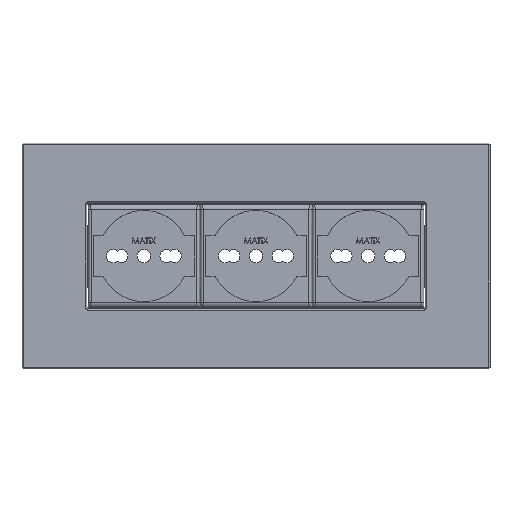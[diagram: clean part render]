
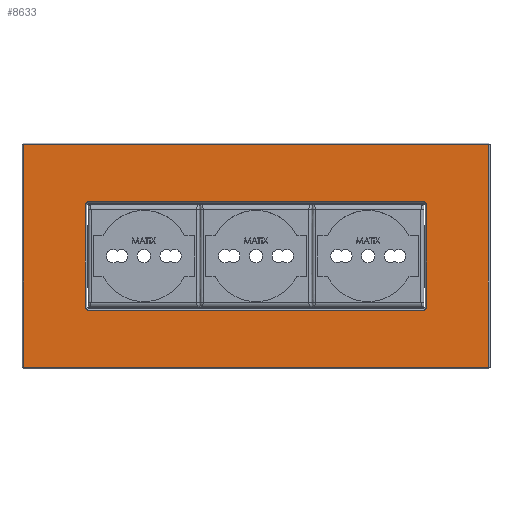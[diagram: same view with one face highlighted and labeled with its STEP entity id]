
A CAD part, top view. The second image highlights one B-rep face of the part: STEP entity #8633.
In plain terms, the highlighted planar face has unit normal (0, 0, 1).
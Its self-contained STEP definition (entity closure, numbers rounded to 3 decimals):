
#327 = ORIENTED_EDGE ( 'NONE', *, *, #33816, .T. ) ;
#461 = VERTEX_POINT ( 'NONE', #34697 ) ;
#1714 = VERTEX_POINT ( 'NONE', #41913 ) ;
#1768 = CARTESIAN_POINT ( 'NONE',  ( -71.95, -21.1, 2. ) ) ;
#2801 = DIRECTION ( 'NONE',  ( -1., 0., 0. ) ) ;
#2862 = ORIENTED_EDGE ( 'NONE', *, *, #8576, .T. ) ;
#3886 = DIRECTION ( 'NONE',  ( 0., 0., -1. ) ) ;
#4197 = EDGE_CURVE ( 'NONE', #40183, #51162, #43003, .T. ) ;
#4488 = CIRCLE ( 'NONE', #34469, 1.75 ) ;
#5152 = VERTEX_POINT ( 'NONE', #18869 ) ;
#5305 = CARTESIAN_POINT ( 'NONE',  ( 71.95, 0., 2. ) ) ;
#5978 = ORIENTED_EDGE ( 'NONE', *, *, #26608, .T. ) ;
#5999 = AXIS2_PLACEMENT_3D ( 'NONE', #6782, #35073, #10870 ) ;
#6725 = EDGE_CURVE ( 'NONE', #37005, #461, #19851, .T. ) ;
#6782 = CARTESIAN_POINT ( 'NONE',  ( 70.2, -21.1, 2. ) ) ;
#7598 = DIRECTION ( 'NONE',  ( 1., 0., 0. ) ) ;
#8062 = CARTESIAN_POINT ( 'NONE',  ( -97.75, 46.75, 2. ) ) ;
#8576 = EDGE_CURVE ( 'NONE', #48355, #40183, #38083, .T. ) ;
#8633 = ADVANCED_FACE ( 'NONE', ( #43708, #33005 ), #44106, .F. ) ;
#8805 = CARTESIAN_POINT ( 'NONE',  ( -97.75, -46.75, 2. ) ) ;
#9126 = VECTOR ( 'NONE', #47926, 1000. ) ;
#9784 = ORIENTED_EDGE ( 'NONE', *, *, #48233, .T. ) ;
#10030 = CARTESIAN_POINT ( 'NONE',  ( 97.75, -46.75, 2. ) ) ;
#10870 = DIRECTION ( 'NONE',  ( -1., 0., 0. ) ) ;
#11033 = CARTESIAN_POINT ( 'NONE',  ( 71.95, 21.1, 2. ) ) ;
#12100 = CARTESIAN_POINT ( 'NONE',  ( -70.2, 21.1, 2. ) ) ;
#15199 = DIRECTION ( 'NONE',  ( -1., 0., 0. ) ) ;
#15501 = VECTOR ( 'NONE', #15199, 1000. ) ;
#16156 = DIRECTION ( 'NONE',  ( -1., 0., 0. ) ) ;
#16357 = CIRCLE ( 'NONE', #5999, 1.75 ) ;
#18143 = LINE ( 'NONE', #5305, #38382 ) ;
#18869 = CARTESIAN_POINT ( 'NONE',  ( 70.2, -22.85, 2. ) ) ;
#19345 = EDGE_CURVE ( 'NONE', #43333, #48355, #21214, .T. ) ;
#19589 = CARTESIAN_POINT ( 'NONE',  ( 0., -46.75, 2. ) ) ;
#19851 = LINE ( 'NONE', #35053, #9126 ) ;
#20363 = EDGE_CURVE ( 'NONE', #5152, #37314, #45141, .T. ) ;
#20480 = EDGE_CURVE ( 'NONE', #51162, #43333, #30641, .T. ) ;
#21214 = LINE ( 'NONE', #42461, #52237 ) ;
#22379 = VERTEX_POINT ( 'NONE', #22798 ) ;
#22693 = CARTESIAN_POINT ( 'NONE',  ( 70.2, 21.1, 2. ) ) ;
#22798 = CARTESIAN_POINT ( 'NONE',  ( 70.2, 22.85, 2. ) ) ;
#23533 = VERTEX_POINT ( 'NONE', #11033 ) ;
#23677 = ORIENTED_EDGE ( 'NONE', *, *, #42233, .T. ) ;
#25372 = DIRECTION ( 'NONE',  ( 0., 1., 0. ) ) ;
#25610 = EDGE_CURVE ( 'NONE', #22379, #23533, #29759, .T. ) ;
#25739 = EDGE_CURVE ( 'NONE', #461, #39602, #4488, .T. ) ;
#26330 = AXIS2_PLACEMENT_3D ( 'NONE', #22693, #51007, #26764 ) ;
#26608 = EDGE_CURVE ( 'NONE', #37314, #37005, #30316, .T. ) ;
#26764 = DIRECTION ( 'NONE',  ( -1., 0., 0. ) ) ;
#26866 = ORIENTED_EDGE ( 'NONE', *, *, #20480, .T. ) ;
#26985 = DIRECTION ( 'NONE',  ( 0., 0., -1. ) ) ;
#28052 = CARTESIAN_POINT ( 'NONE',  ( 0., 0., 2. ) ) ;
#29156 = CARTESIAN_POINT ( 'NONE',  ( -70.2, 22.85, 2. ) ) ;
#29398 = CARTESIAN_POINT ( 'NONE',  ( 97.75, 0., 2. ) ) ;
#29759 = CIRCLE ( 'NONE', #26330, 1.75 ) ;
#30316 = CIRCLE ( 'NONE', #32462, 1.75 ) ;
#30641 = LINE ( 'NONE', #52258, #41359 ) ;
#31296 = ORIENTED_EDGE ( 'NONE', *, *, #25610, .T. ) ;
#32130 = DIRECTION ( 'NONE',  ( -1., 0., 0. ) ) ;
#32292 = VECTOR ( 'NONE', #25372, 1000. ) ;
#32462 = AXIS2_PLACEMENT_3D ( 'NONE', #51236, #26985, #2801 ) ;
#33005 = FACE_OUTER_BOUND ( 'NONE', #42733, .T. ) ;
#33816 = EDGE_CURVE ( 'NONE', #23533, #1714, #18143, .T. ) ;
#33817 = ORIENTED_EDGE ( 'NONE', *, *, #19345, .T. ) ;
#34469 = AXIS2_PLACEMENT_3D ( 'NONE', #12100, #40339, #16156 ) ;
#34697 = CARTESIAN_POINT ( 'NONE',  ( -71.95, 21.1, 2. ) ) ;
#35053 = CARTESIAN_POINT ( 'NONE',  ( -71.95, 0., 2. ) ) ;
#35073 = DIRECTION ( 'NONE',  ( 0., 0., -1. ) ) ;
#35631 = AXIS2_PLACEMENT_3D ( 'NONE', #28052, #3886, #32130 ) ;
#35715 = ORIENTED_EDGE ( 'NONE', *, *, #20363, .T. ) ;
#35785 = EDGE_LOOP ( 'NONE', ( #23677, #35715, #5978, #48989, #39506, #9784, #31296, #327 ) ) ;
#35874 = CARTESIAN_POINT ( 'NONE',  ( 0., 22.85, 2. ) ) ;
#36373 = ORIENTED_EDGE ( 'NONE', *, *, #4197, .T. ) ;
#37005 = VERTEX_POINT ( 'NONE', #1768 ) ;
#37314 = VERTEX_POINT ( 'NONE', #45492 ) ;
#37824 = DIRECTION ( 'NONE',  ( 0., -1., 0. ) ) ;
#38083 = LINE ( 'NONE', #19589, #48840 ) ;
#38382 = VECTOR ( 'NONE', #37824, 1000. ) ;
#39506 = ORIENTED_EDGE ( 'NONE', *, *, #25739, .T. ) ;
#39602 = VERTEX_POINT ( 'NONE', #29156 ) ;
#39747 = DIRECTION ( 'NONE',  ( 1., 0., 0. ) ) ;
#40183 = VERTEX_POINT ( 'NONE', #10030 ) ;
#40339 = DIRECTION ( 'NONE',  ( 0., 0., -1. ) ) ;
#41359 = VECTOR ( 'NONE', #44090, 1000. ) ;
#41913 = CARTESIAN_POINT ( 'NONE',  ( 71.95, -21.1, 2. ) ) ;
#42233 = EDGE_CURVE ( 'NONE', #1714, #5152, #16357, .T. ) ;
#42461 = CARTESIAN_POINT ( 'NONE',  ( -97.75, 0., 2. ) ) ;
#42733 = EDGE_LOOP ( 'NONE', ( #33817, #2862, #36373, #26866 ) ) ;
#43003 = LINE ( 'NONE', #29398, #32292 ) ;
#43060 = CARTESIAN_POINT ( 'NONE',  ( 0., -22.85, 2. ) ) ;
#43333 = VERTEX_POINT ( 'NONE', #8062 ) ;
#43708 = FACE_BOUND ( 'NONE', #35785, .T. ) ;
#44090 = DIRECTION ( 'NONE',  ( -1., 0., 0. ) ) ;
#44106 = PLANE ( 'NONE',  #35631 ) ;
#45141 = LINE ( 'NONE', #43060, #15501 ) ;
#45492 = CARTESIAN_POINT ( 'NONE',  ( -70.2, -22.85, 2. ) ) ;
#46749 = VECTOR ( 'NONE', #7598, 1000. ) ;
#47926 = DIRECTION ( 'NONE',  ( 0., 1., 0. ) ) ;
#48043 = LINE ( 'NONE', #35874, #46749 ) ;
#48233 = EDGE_CURVE ( 'NONE', #39602, #22379, #48043, .T. ) ;
#48355 = VERTEX_POINT ( 'NONE', #8805 ) ;
#48840 = VECTOR ( 'NONE', #39747, 1000. ) ;
#48989 = ORIENTED_EDGE ( 'NONE', *, *, #6725, .T. ) ;
#50825 = DIRECTION ( 'NONE',  ( 0., -1., 0. ) ) ;
#51007 = DIRECTION ( 'NONE',  ( 0., 0., -1. ) ) ;
#51162 = VERTEX_POINT ( 'NONE', #51949 ) ;
#51236 = CARTESIAN_POINT ( 'NONE',  ( -70.2, -21.1, 2. ) ) ;
#51949 = CARTESIAN_POINT ( 'NONE',  ( 97.75, 46.75, 2. ) ) ;
#52237 = VECTOR ( 'NONE', #50825, 1000. ) ;
#52258 = CARTESIAN_POINT ( 'NONE',  ( 0., 46.75, 2. ) ) ;
